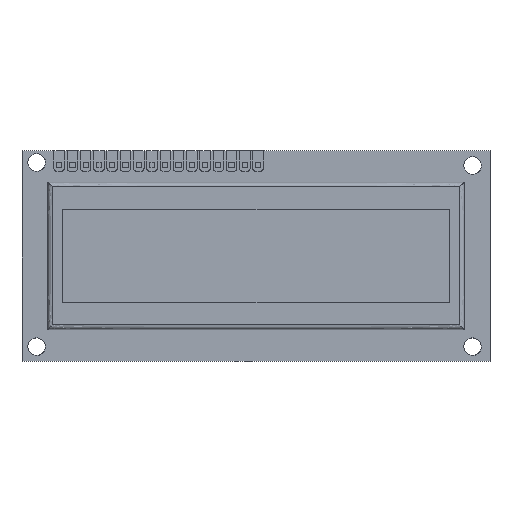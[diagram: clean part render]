
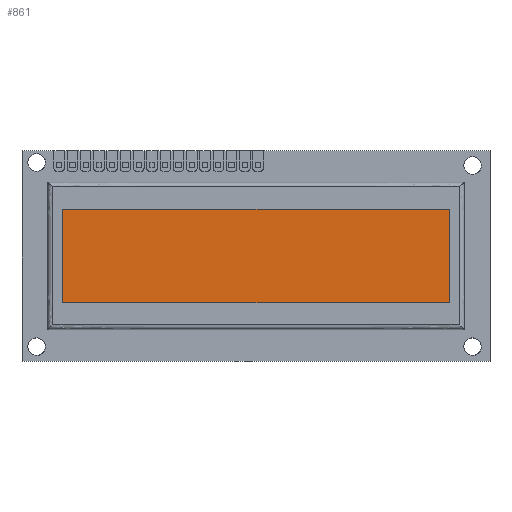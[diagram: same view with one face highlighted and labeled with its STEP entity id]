
A CAD part, top view. The second image highlights one B-rep face of the part: STEP entity #861.
In plain terms, the highlighted free-form (B-spline) face has degree [1, 1] with [2, 2] control points.
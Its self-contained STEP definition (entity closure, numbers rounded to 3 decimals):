
#763 = VERTEX_POINT('',#764);
#764 = CARTESIAN_POINT('',(44.235,10.724,
    4.021));
#769 = EDGE_CURVE('',#770,#763,#772,.T.);
#770 = VERTEX_POINT('',#771);
#771 = CARTESIAN_POINT('',(44.235,-10.724,
    4.021));
#772 = B_SPLINE_CURVE_WITH_KNOTS('',1,(#773,#774),.UNSPECIFIED.,.F.,.F.,
  (2,2),(-16.,0.),.PIECEWISE_BEZIER_KNOTS.);
#773 = CARTESIAN_POINT('',(44.235,-10.724,
    4.021));
#774 = CARTESIAN_POINT('',(44.235,10.724,
    4.021));
#797 = EDGE_CURVE('',#798,#770,#800,.T.);
#798 = VERTEX_POINT('',#799);
#799 = CARTESIAN_POINT('',(-44.235,-10.724,4.021
    ));
#800 = B_SPLINE_CURVE_WITH_KNOTS('',1,(#801,#802),.UNSPECIFIED.,.F.,.F.,
  (2,2),(-66.,0.),.PIECEWISE_BEZIER_KNOTS.);
#801 = CARTESIAN_POINT('',(-44.235,-10.724,4.021
    ));
#802 = CARTESIAN_POINT('',(44.235,-10.724,
    4.021));
#825 = EDGE_CURVE('',#826,#798,#828,.T.);
#826 = VERTEX_POINT('',#827);
#827 = CARTESIAN_POINT('',(-44.235,10.724,4.021
    ));
#828 = B_SPLINE_CURVE_WITH_KNOTS('',1,(#829,#830),.UNSPECIFIED.,.F.,.F.,
  (2,2),(-16.,0.),.PIECEWISE_BEZIER_KNOTS.);
#829 = CARTESIAN_POINT('',(-44.235,10.724,4.021
    ));
#830 = CARTESIAN_POINT('',(-44.235,-10.724,4.021
    ));
#851 = EDGE_CURVE('',#763,#826,#852,.T.);
#852 = B_SPLINE_CURVE_WITH_KNOTS('',1,(#853,#854),.UNSPECIFIED.,.F.,.F.,
  (2,2),(-66.,0.),.PIECEWISE_BEZIER_KNOTS.);
#853 = CARTESIAN_POINT('',(44.235,10.724,
    4.021));
#854 = CARTESIAN_POINT('',(-44.235,10.724,4.021
    ));
#861 = ADVANCED_FACE('',(#862),#868,.T.);
#862 = FACE_BOUND('',#863,.T.);
#863 = EDGE_LOOP('',(#864,#865,#866,#867));
#864 = ORIENTED_EDGE('',*,*,#851,.T.);
#865 = ORIENTED_EDGE('',*,*,#825,.T.);
#866 = ORIENTED_EDGE('',*,*,#797,.T.);
#867 = ORIENTED_EDGE('',*,*,#769,.T.);
#868 = B_SPLINE_SURFACE_WITH_KNOTS('',1,1,(
    (#869,#870)
    ,(#871,#872
    )),.UNSPECIFIED.,.F.,.F.,.F.,(2,2),(2,2),(-33.,33.),(-8.,8.),
  .PIECEWISE_BEZIER_KNOTS.);
#869 = CARTESIAN_POINT('',(-44.235,-10.724,4.021
    ));
#870 = CARTESIAN_POINT('',(-44.235,10.724,4.021
    ));
#871 = CARTESIAN_POINT('',(44.235,-10.724,
    4.021));
#872 = CARTESIAN_POINT('',(44.235,10.724,
    4.021));
